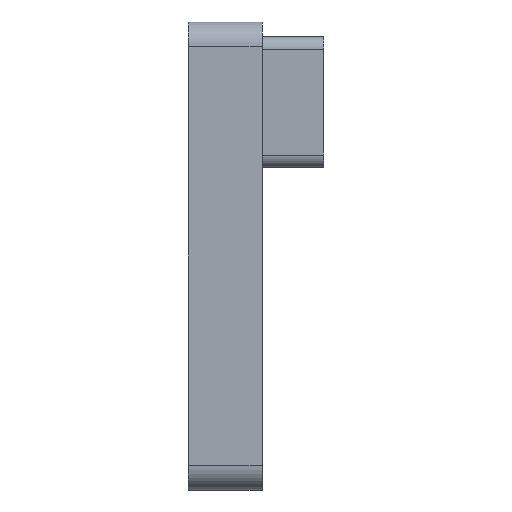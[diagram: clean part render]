
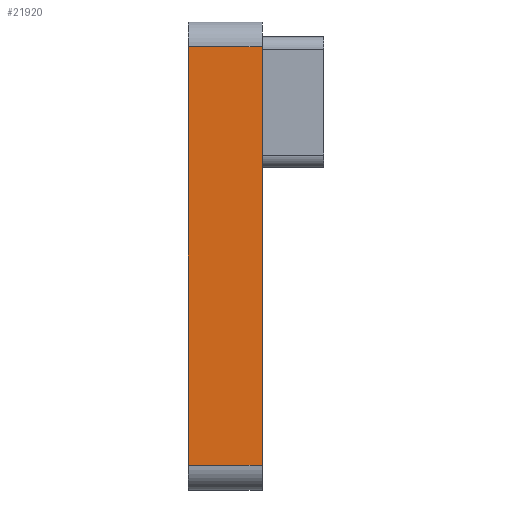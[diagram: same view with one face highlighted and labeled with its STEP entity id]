
A CAD part, front view. The second image highlights one B-rep face of the part: STEP entity #21920.
In plain terms, the highlighted planar face has unit normal (0, -1, 0).
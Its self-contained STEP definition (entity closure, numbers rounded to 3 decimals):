
#40 = CARTESIAN_POINT ( 'NONE',  ( 1.5, -15.5, 8.5 ) ) ;
#499 = DIRECTION ( 'NONE',  ( -1., 0., 0. ) ) ;
#889 = CARTESIAN_POINT ( 'NONE',  ( 1.5, -15.5, 8.5 ) ) ;
#1336 = EDGE_LOOP ( 'NONE', ( #6937, #16977, #18151, #6267 ) ) ;
#2881 = VECTOR ( 'NONE', #22892, 1000. ) ;
#3477 = LINE ( 'NONE', #40, #20495 ) ;
#4494 = PLANE ( 'NONE',  #7799 ) ;
#5914 = EDGE_CURVE ( 'NONE', #11181, #10151, #3477, .T. ) ;
#5989 = FACE_OUTER_BOUND ( 'NONE', #1336, .T. ) ;
#6235 = LINE ( 'NONE', #9052, #2881 ) ;
#6267 = ORIENTED_EDGE ( 'NONE', *, *, #5914, .T. ) ;
#6937 = ORIENTED_EDGE ( 'NONE', *, *, #20259, .T. ) ;
#7119 = VECTOR ( 'NONE', #10892, 1000. ) ;
#7799 = AXIS2_PLACEMENT_3D ( 'NONE', #8069, #20522, #17041 ) ;
#8069 = CARTESIAN_POINT ( 'NONE',  ( 1.5, -15.5, 8.5 ) ) ;
#8245 = LINE ( 'NONE', #21542, #7119 ) ;
#8290 = EDGE_CURVE ( 'NONE', #11181, #8294, #6235, .T. ) ;
#8294 = VERTEX_POINT ( 'NONE', #17476 ) ;
#8444 = CARTESIAN_POINT ( 'NONE',  ( -1.5, -15.5, -8.5 ) ) ;
#9052 = CARTESIAN_POINT ( 'NONE',  ( 1.5, -15.5, 8.5 ) ) ;
#9842 = CARTESIAN_POINT ( 'NONE',  ( -1.5, -15.5, 8.5 ) ) ;
#10151 = VERTEX_POINT ( 'NONE', #9842 ) ;
#10892 = DIRECTION ( 'NONE',  ( 0., 0., -1. ) ) ;
#11181 = VERTEX_POINT ( 'NONE', #889 ) ;
#14153 = EDGE_CURVE ( 'NONE', #8294, #22468, #14231, .T. ) ;
#14231 = LINE ( 'NONE', #19708, #19477 ) ;
#16977 = ORIENTED_EDGE ( 'NONE', *, *, #14153, .F. ) ;
#17041 = DIRECTION ( 'NONE',  ( 0., 0., 1. ) ) ;
#17476 = CARTESIAN_POINT ( 'NONE',  ( 1.5, -15.5, -8.5 ) ) ;
#18151 = ORIENTED_EDGE ( 'NONE', *, *, #8290, .F. ) ;
#19477 = VECTOR ( 'NONE', #19790, 1000. ) ;
#19708 = CARTESIAN_POINT ( 'NONE',  ( 1.5, -15.5, -8.5 ) ) ;
#19790 = DIRECTION ( 'NONE',  ( -1., 0., 0. ) ) ;
#20259 = EDGE_CURVE ( 'NONE', #10151, #22468, #8245, .T. ) ;
#20495 = VECTOR ( 'NONE', #499, 1000. ) ;
#20522 = DIRECTION ( 'NONE',  ( 0., 1., 0. ) ) ;
#21542 = CARTESIAN_POINT ( 'NONE',  ( -1.5, -15.5, 8.5 ) ) ;
#21920 = ADVANCED_FACE ( 'NONE', ( #5989 ), #4494, .F. ) ;
#22468 = VERTEX_POINT ( 'NONE', #8444 ) ;
#22892 = DIRECTION ( 'NONE',  ( 0., 0., -1. ) ) ;
